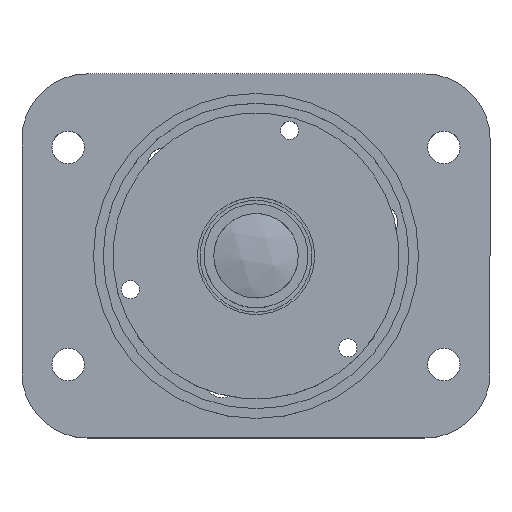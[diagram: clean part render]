
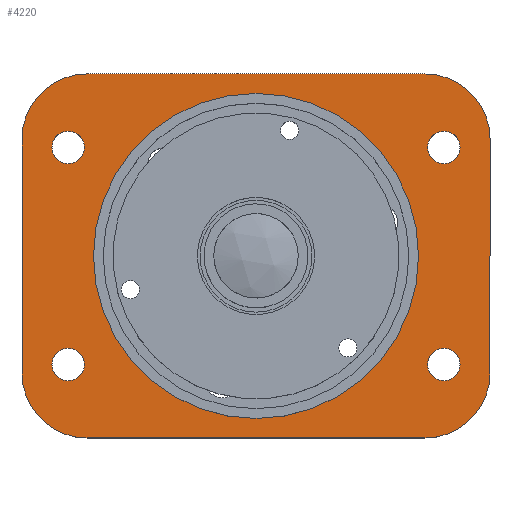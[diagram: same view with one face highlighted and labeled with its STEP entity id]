
A CAD part, top view. The second image highlights one B-rep face of the part: STEP entity #4220.
In plain terms, the highlighted planar face has unit normal (0, 0, 1).
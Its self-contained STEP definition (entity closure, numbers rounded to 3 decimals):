
#2 = EDGE_CURVE ( 'NONE', #5209, #4010, #2047, .T. ) ;
#67 = ORIENTED_EDGE ( 'NONE', *, *, #6550, .T. ) ;
#137 = ORIENTED_EDGE ( 'NONE', *, *, #1750, .T. ) ;
#197 = CIRCLE ( 'NONE', #1516, 12.5 ) ;
#206 = DIRECTION ( 'NONE',  ( 1., 0., 0. ) ) ;
#215 = EDGE_CURVE ( 'NONE', #2009, #2009, #6363, .T. ) ;
#242 = EDGE_LOOP ( 'NONE', ( #2277 ) ) ;
#281 = AXIS2_PLACEMENT_3D ( 'NONE', #6375, #3304, #206 ) ;
#306 = CARTESIAN_POINT ( 'NONE',  ( 15.7, 8.35, 11.7 ) ) ;
#334 = EDGE_LOOP ( 'NONE', ( #5782, #6444, #6520, #137, #4442, #5333, #4983, #67 ) ) ;
#434 = CARTESIAN_POINT ( 'NONE',  ( -18., -14., 11.7 ) ) ;
#445 = DIRECTION ( 'NONE',  ( 1., 0., 0. ) ) ;
#769 = LINE ( 'NONE', #4152, #1688 ) ;
#789 = DIRECTION ( 'NONE',  ( -1., 0., 0. ) ) ;
#875 = DIRECTION ( 'NONE',  ( 1., 0., 0. ) ) ;
#917 = FACE_BOUND ( 'NONE', #2795, .T. ) ;
#1135 = EDGE_CURVE ( 'NONE', #2710, #2710, #4157, .T. ) ;
#1169 = AXIS2_PLACEMENT_3D ( 'NONE', #2546, #6142, #445 ) ;
#1314 = DIRECTION ( 'NONE',  ( 1., 0., 0. ) ) ;
#1354 = CARTESIAN_POINT ( 'NONE',  ( 18., 9., 11.7 ) ) ;
#1484 = DIRECTION ( 'NONE',  ( 0., 0., 1. ) ) ;
#1516 = AXIS2_PLACEMENT_3D ( 'NONE', #5338, #2281, #5858 ) ;
#1576 = CARTESIAN_POINT ( 'NONE',  ( -13., 14., 11.7 ) ) ;
#1646 = AXIS2_PLACEMENT_3D ( 'NONE', #4733, #5236, #2183 ) ;
#1688 = VECTOR ( 'NONE', #6191, 1000. ) ;
#1720 = EDGE_CURVE ( 'NONE', #2382, #2382, #3108, .T. ) ;
#1750 = EDGE_CURVE ( 'NONE', #5686, #3524, #4148, .T. ) ;
#1767 = EDGE_CURVE ( 'NONE', #4106, #5686, #2783, .T. ) ;
#2009 = VERTEX_POINT ( 'NONE', #2838 ) ;
#2047 = CIRCLE ( 'NONE', #1646, 5. ) ;
#2183 = DIRECTION ( 'NONE',  ( 1., 0., 0. ) ) ;
#2224 = CARTESIAN_POINT ( 'NONE',  ( 13., -9., 11.7 ) ) ;
#2256 = AXIS2_PLACEMENT_3D ( 'NONE', #3022, #6085, #2500 ) ;
#2277 = ORIENTED_EDGE ( 'NONE', *, *, #1135, .F. ) ;
#2281 = DIRECTION ( 'NONE',  ( 0., 0., 1. ) ) ;
#2319 = EDGE_CURVE ( 'NONE', #3524, #5209, #769, .T. ) ;
#2382 = VERTEX_POINT ( 'NONE', #306 ) ;
#2407 = PLANE ( 'NONE',  #5805 ) ;
#2459 = FACE_BOUND ( 'NONE', #6328, .T. ) ;
#2464 = VECTOR ( 'NONE', #5478, 1000. ) ;
#2500 = DIRECTION ( 'NONE',  ( 1., 0., 0. ) ) ;
#2546 = CARTESIAN_POINT ( 'NONE',  ( -13., 9., 11.7 ) ) ;
#2696 = VECTOR ( 'NONE', #6616, 1000. ) ;
#2710 = VERTEX_POINT ( 'NONE', #4413 ) ;
#2722 = VECTOR ( 'NONE', #789, 1000. ) ;
#2733 = DIRECTION ( 'NONE',  ( 1., 0., 0. ) ) ;
#2736 = EDGE_LOOP ( 'NONE', ( #5019 ) ) ;
#2783 = LINE ( 'NONE', #2941, #2722 ) ;
#2795 = EDGE_LOOP ( 'NONE', ( #3922 ) ) ;
#2838 = CARTESIAN_POINT ( 'NONE',  ( 15.7, -8.35, 11.7 ) ) ;
#2928 = CARTESIAN_POINT ( 'NONE',  ( 13., 9., 11.7 ) ) ;
#2941 = CARTESIAN_POINT ( 'NONE',  ( -18., 14., 11.7 ) ) ;
#2955 = VERTEX_POINT ( 'NONE', #6516 ) ;
#3022 = CARTESIAN_POINT ( 'NONE',  ( -14.45, -8.35, 11.7 ) ) ;
#3069 = ORIENTED_EDGE ( 'NONE', *, *, #5817, .F. ) ;
#3108 = CIRCLE ( 'NONE', #5085, 1.25 ) ;
#3161 = EDGE_LOOP ( 'NONE', ( #4575 ) ) ;
#3178 = VERTEX_POINT ( 'NONE', #5368 ) ;
#3304 = DIRECTION ( 'NONE',  ( 0., 0., 1. ) ) ;
#3401 = CARTESIAN_POINT ( 'NONE',  ( -18., -9., 11.7 ) ) ;
#3436 = DIRECTION ( 'NONE',  ( 1., 0., 0. ) ) ;
#3495 = FACE_OUTER_BOUND ( 'NONE', #334, .T. ) ;
#3524 = VERTEX_POINT ( 'NONE', #5602 ) ;
#3633 = EDGE_CURVE ( 'NONE', #3178, #4898, #6383, .T. ) ;
#3649 = CIRCLE ( 'NONE', #4425, 5. ) ;
#3660 = AXIS2_PLACEMENT_3D ( 'NONE', #2224, #5803, #2733 ) ;
#3922 = ORIENTED_EDGE ( 'NONE', *, *, #1720, .F. ) ;
#3935 = DIRECTION ( 'NONE',  ( 0., 0., 1. ) ) ;
#3951 = CARTESIAN_POINT ( 'NONE',  ( 18., 14., 11.7 ) ) ;
#4009 = EDGE_CURVE ( 'NONE', #2955, #2955, #5814, .T. ) ;
#4010 = VERTEX_POINT ( 'NONE', #4312 ) ;
#4106 = VERTEX_POINT ( 'NONE', #5376 ) ;
#4148 = CIRCLE ( 'NONE', #1169, 5. ) ;
#4152 = CARTESIAN_POINT ( 'NONE',  ( -18., 14., 11.7 ) ) ;
#4157 = CIRCLE ( 'NONE', #2256, 1.25 ) ;
#4197 = EDGE_CURVE ( 'NONE', #4898, #4106, #3649, .T. ) ;
#4220 = ADVANCED_FACE ( 'NONE', ( #2459, #917, #5327, #6222, #4850, #3495 ), #2407, .T. ) ;
#4312 = CARTESIAN_POINT ( 'NONE',  ( -13., -14., 11.7 ) ) ;
#4321 = EDGE_CURVE ( 'NONE', #4010, #4502, #5246, .T. ) ;
#4374 = AXIS2_PLACEMENT_3D ( 'NONE', #6100, #5584, #5448 ) ;
#4395 = CARTESIAN_POINT ( 'NONE',  ( 14.45, 8.35, 11.7 ) ) ;
#4413 = CARTESIAN_POINT ( 'NONE',  ( -13.2, -8.35, 11.7 ) ) ;
#4425 = AXIS2_PLACEMENT_3D ( 'NONE', #2928, #6505, #3436 ) ;
#4442 = ORIENTED_EDGE ( 'NONE', *, *, #2319, .T. ) ;
#4502 = VERTEX_POINT ( 'NONE', #5670 ) ;
#4575 = ORIENTED_EDGE ( 'NONE', *, *, #215, .F. ) ;
#4733 = CARTESIAN_POINT ( 'NONE',  ( -13., -9., 11.7 ) ) ;
#4850 = FACE_BOUND ( 'NONE', #2736, .T. ) ;
#4898 = VERTEX_POINT ( 'NONE', #1354 ) ;
#4983 = ORIENTED_EDGE ( 'NONE', *, *, #4321, .T. ) ;
#5019 = ORIENTED_EDGE ( 'NONE', *, *, #4009, .F. ) ;
#5085 = AXIS2_PLACEMENT_3D ( 'NONE', #4395, #1484, #1314 ) ;
#5209 = VERTEX_POINT ( 'NONE', #3401 ) ;
#5236 = DIRECTION ( 'NONE',  ( 0., 0., 1. ) ) ;
#5246 = LINE ( 'NONE', #434, #2696 ) ;
#5327 = FACE_BOUND ( 'NONE', #3161, .T. ) ;
#5333 = ORIENTED_EDGE ( 'NONE', *, *, #2, .T. ) ;
#5338 = CARTESIAN_POINT ( 'NONE',  ( 0., 0., 11.7 ) ) ;
#5368 = CARTESIAN_POINT ( 'NONE',  ( 18., -9., 11.7 ) ) ;
#5376 = CARTESIAN_POINT ( 'NONE',  ( 13., 14., 11.7 ) ) ;
#5448 = DIRECTION ( 'NONE',  ( 1., 0., 0. ) ) ;
#5478 = DIRECTION ( 'NONE',  ( 0., 1., 0. ) ) ;
#5533 = CARTESIAN_POINT ( 'NONE',  ( 12.5, 0., 11.7 ) ) ;
#5584 = DIRECTION ( 'NONE',  ( 0., 0., 1. ) ) ;
#5602 = CARTESIAN_POINT ( 'NONE',  ( -18., 9., 11.7 ) ) ;
#5670 = CARTESIAN_POINT ( 'NONE',  ( 13., -14., 11.7 ) ) ;
#5686 = VERTEX_POINT ( 'NONE', #1576 ) ;
#5782 = ORIENTED_EDGE ( 'NONE', *, *, #3633, .T. ) ;
#5803 = DIRECTION ( 'NONE',  ( 0., 0., 1. ) ) ;
#5805 = AXIS2_PLACEMENT_3D ( 'NONE', #6483, #3935, #875 ) ;
#5814 = CIRCLE ( 'NONE', #281, 1.25 ) ;
#5817 = EDGE_CURVE ( 'NONE', #6235, #6235, #197, .T. ) ;
#5858 = DIRECTION ( 'NONE',  ( 1., 0., 0. ) ) ;
#5996 = CIRCLE ( 'NONE', #3660, 5. ) ;
#6085 = DIRECTION ( 'NONE',  ( 0., 0., 1. ) ) ;
#6100 = CARTESIAN_POINT ( 'NONE',  ( 14.45, -8.35, 11.7 ) ) ;
#6142 = DIRECTION ( 'NONE',  ( 0., 0., 1. ) ) ;
#6191 = DIRECTION ( 'NONE',  ( 0., -1., 0. ) ) ;
#6222 = FACE_BOUND ( 'NONE', #242, .T. ) ;
#6235 = VERTEX_POINT ( 'NONE', #5533 ) ;
#6328 = EDGE_LOOP ( 'NONE', ( #3069 ) ) ;
#6363 = CIRCLE ( 'NONE', #4374, 1.25 ) ;
#6375 = CARTESIAN_POINT ( 'NONE',  ( -14.45, 8.35, 11.7 ) ) ;
#6383 = LINE ( 'NONE', #3951, #2464 ) ;
#6444 = ORIENTED_EDGE ( 'NONE', *, *, #4197, .T. ) ;
#6483 = CARTESIAN_POINT ( 'NONE',  ( 0., 0., 11.7 ) ) ;
#6505 = DIRECTION ( 'NONE',  ( 0., 0., 1. ) ) ;
#6516 = CARTESIAN_POINT ( 'NONE',  ( -13.2, 8.35, 11.7 ) ) ;
#6520 = ORIENTED_EDGE ( 'NONE', *, *, #1767, .T. ) ;
#6550 = EDGE_CURVE ( 'NONE', #4502, #3178, #5996, .T. ) ;
#6616 = DIRECTION ( 'NONE',  ( 1., 0., 0. ) ) ;
